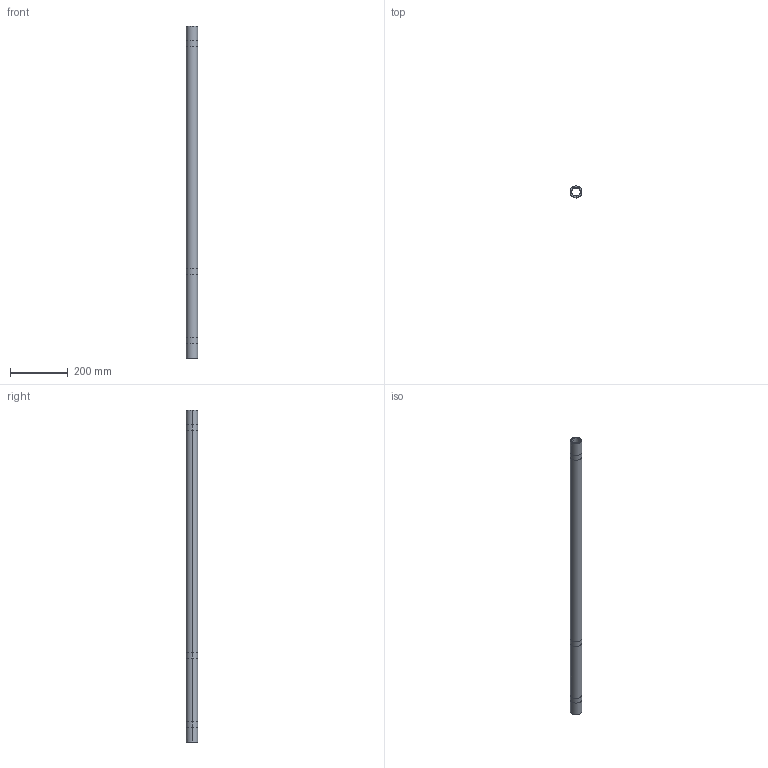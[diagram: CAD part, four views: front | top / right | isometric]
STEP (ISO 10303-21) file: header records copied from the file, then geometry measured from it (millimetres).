
FILE_DESCRIPTION (( 'STEP AP203' ), '1' );
FILE_NAME ('main shaft_Default_sldprt.STEP', '2026-02-04T19:33:31', ( '' ), ( '' ), 'SwSTEP 2.0', 'SolidWorks 2025', '' );
FILE_SCHEMA (( 'CONFIG_CONTROL_DESIGN' ));
Length unit declared in the file: millimetre
Products named in the file (1): main shaft_Default_sldprt
Bounding box: 40 x 40 x 1150 mm (x, y, z)
Volume: 614811.2 mm3; surface area: 257073.5 mm2
Topology: 1 solids, 1 shells, 57 faces, 150 edges, 96 vertices
Faces by surface type: cylinder 35, plane 22
Entity records: 2079 total; most frequent: CARTESIAN_POINT 576, ORIENTED_EDGE 300, DIRECTION 300, EDGE_CURVE 150, AXIS2_PLACEMENT_3D 108, VERTEX_POINT 96, VECTOR 84, LINE 84
